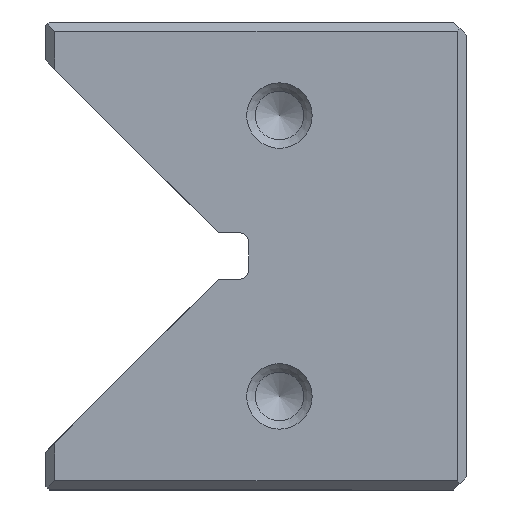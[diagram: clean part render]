
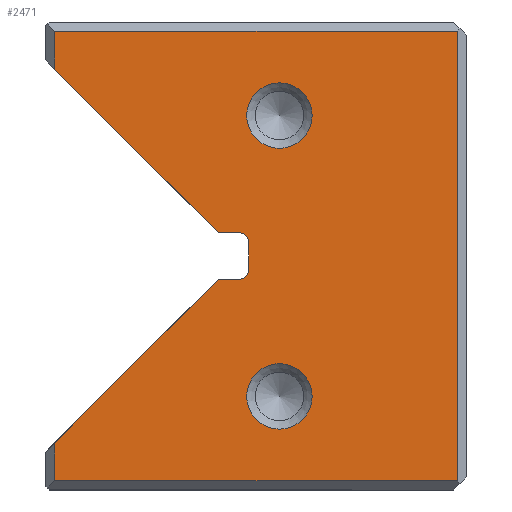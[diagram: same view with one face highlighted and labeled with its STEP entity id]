
A CAD part, left-side view. The second image highlights one B-rep face of the part: STEP entity #2471.
In plain terms, the highlighted planar face has unit normal (-1, 0, 0).
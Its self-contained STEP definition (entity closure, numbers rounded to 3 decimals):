
#2471=ADVANCED_FACE('',(#3388,#3389,#3390),#2855,.T.);
#2855=PLANE('',#8821);
#3099=CIRCLE('',#8817,3.5);
#3100=CIRCLE('',#8818,3.5);
#3101=CIRCLE('',#8819,1.);
#3102=CIRCLE('',#8820,1.);
#3388=FACE_BOUND('',#3594,.T.);
#3389=FACE_BOUND('',#3595,.T.);
#3390=FACE_BOUND('',#3596,.T.);
#3594=EDGE_LOOP('',(#4310));
#3595=EDGE_LOOP('',(#4311));
#3596=EDGE_LOOP('',(#4312,#4313,#4314,#4315,#4316,#4317,#4318,#4319,#4320,
#4321,#4322,#4323));
#4310=ORIENTED_EDGE('',*,*,#6804,.F.);
#4311=ORIENTED_EDGE('',*,*,#6805,.T.);
#4312=ORIENTED_EDGE('',*,*,#6806,.T.);
#4313=ORIENTED_EDGE('',*,*,#6807,.T.);
#4314=ORIENTED_EDGE('',*,*,#6808,.T.);
#4315=ORIENTED_EDGE('',*,*,#6809,.T.);
#4316=ORIENTED_EDGE('',*,*,#6810,.T.);
#4317=ORIENTED_EDGE('',*,*,#6811,.T.);
#4318=ORIENTED_EDGE('',*,*,#6812,.T.);
#4319=ORIENTED_EDGE('',*,*,#6813,.T.);
#4320=ORIENTED_EDGE('',*,*,#6814,.T.);
#4321=ORIENTED_EDGE('',*,*,#6815,.T.);
#4322=ORIENTED_EDGE('',*,*,#6816,.F.);
#4323=ORIENTED_EDGE('',*,*,#6817,.F.);
#6158=VERTEX_POINT('',#11336);
#6159=VERTEX_POINT('',#11338);
#6160=VERTEX_POINT('',#11340);
#6161=VERTEX_POINT('',#11341);
#6162=VERTEX_POINT('',#11343);
#6163=VERTEX_POINT('',#11345);
#6164=VERTEX_POINT('',#11347);
#6165=VERTEX_POINT('',#11349);
#6166=VERTEX_POINT('',#11351);
#6167=VERTEX_POINT('',#11353);
#6168=VERTEX_POINT('',#11355);
#6169=VERTEX_POINT('',#11357);
#6170=VERTEX_POINT('',#11359);
#6171=VERTEX_POINT('',#11361);
#6804=EDGE_CURVE('',#6158,#6158,#3099,.T.);
#6805=EDGE_CURVE('',#6159,#6159,#3100,.T.);
#6806=EDGE_CURVE('',#6160,#6161,#7641,.T.);
#6807=EDGE_CURVE('',#6161,#6162,#7642,.T.);
#6808=EDGE_CURVE('',#6162,#6163,#7643,.T.);
#6809=EDGE_CURVE('',#6163,#6164,#7644,.T.);
#6810=EDGE_CURVE('',#6164,#6165,#7645,.T.);
#6811=EDGE_CURVE('',#6165,#6166,#7646,.T.);
#6812=EDGE_CURVE('',#6166,#6167,#7647,.T.);
#6813=EDGE_CURVE('',#6167,#6168,#3101,.T.);
#6814=EDGE_CURVE('',#6168,#6169,#7648,.T.);
#6815=EDGE_CURVE('',#6169,#6170,#3102,.T.);
#6816=EDGE_CURVE('',#6171,#6170,#7649,.T.);
#6817=EDGE_CURVE('',#6160,#6171,#7650,.T.);
#7641=LINE('',#11339,#8303);
#7642=LINE('',#11342,#8304);
#7643=LINE('',#11344,#8305);
#7644=LINE('',#11346,#8306);
#7645=LINE('',#11348,#8307);
#7646=LINE('',#11350,#8308);
#7647=LINE('',#11352,#8309);
#7648=LINE('',#11356,#8310);
#7649=LINE('',#11360,#8311);
#7650=LINE('',#11362,#8312);
#8303=VECTOR('',#9376,1.);
#8304=VECTOR('',#9377,1.);
#8305=VECTOR('',#9378,1.);
#8306=VECTOR('',#9379,1.);
#8307=VECTOR('',#9380,1.);
#8308=VECTOR('',#9381,1.);
#8309=VECTOR('',#9382,1.);
#8310=VECTOR('',#9385,1.);
#8311=VECTOR('',#9388,1.);
#8312=VECTOR('',#9389,1.);
#8817=AXIS2_PLACEMENT_3D('',#11335,#9372,#9373);
#8818=AXIS2_PLACEMENT_3D('',#11337,#9374,#9375);
#8819=AXIS2_PLACEMENT_3D('',#11354,#9383,#9384);
#8820=AXIS2_PLACEMENT_3D('',#11358,#9386,#9387);
#8821=AXIS2_PLACEMENT_3D('',#11363,#9390,#9391);
#9372=DIRECTION('',(-1.,0.,0.));
#9373=DIRECTION('',(0.,0.,1.));
#9374=DIRECTION('',(1.,0.,0.));
#9375=DIRECTION('',(0.,0.,-1.));
#9376=DIRECTION('',(0.,0.,-1.));
#9377=DIRECTION('',(0.,-1.,0.));
#9378=DIRECTION('',(0.,0.,1.));
#9379=DIRECTION('',(0.,1.,0.));
#9380=DIRECTION('',(0.,0.,-1.));
#9381=DIRECTION('',(0.,-0.707,-0.707));
#9382=DIRECTION('',(0.,-1.,0.));
#9383=DIRECTION('',(1.,0.,0.));
#9384=DIRECTION('',(0.,0.,1.));
#9385=DIRECTION('',(0.,0.,-1.));
#9386=DIRECTION('',(1.,0.,0.));
#9387=DIRECTION('',(0.,0.,1.));
#9388=DIRECTION('',(0.,-1.,0.));
#9389=DIRECTION('',(0.,-0.707,0.707));
#9390=DIRECTION('',(-1.,0.,0.));
#9391=DIRECTION('',(0.,0.,-1.));
#11335=CARTESIAN_POINT('',(0.,20.,40.));
#11336=CARTESIAN_POINT('',(0.,20.,43.5));
#11337=CARTESIAN_POINT('',(0.,20.,10.));
#11338=CARTESIAN_POINT('',(0.,20.,6.5));
#11339=CARTESIAN_POINT('',(0.,44.,0.));
#11340=CARTESIAN_POINT('',(0.,44.,5.048));
#11341=CARTESIAN_POINT('',(0.,44.,1.));
#11342=CARTESIAN_POINT('',(0.,22.5,1.));
#11343=CARTESIAN_POINT('',(0.,1.,1.));
#11344=CARTESIAN_POINT('',(0.,1.,0.));
#11345=CARTESIAN_POINT('',(0.,1.,49.));
#11346=CARTESIAN_POINT('',(0.,22.5,49.));
#11347=CARTESIAN_POINT('',(0.,44.,49.));
#11348=CARTESIAN_POINT('',(0.,44.,0.));
#11349=CARTESIAN_POINT('',(0.,44.,44.952));
#11350=CARTESIAN_POINT('',(0.,45.,45.952));
#11351=CARTESIAN_POINT('',(0.,26.548,27.5));
#11352=CARTESIAN_POINT('',(0.,23.3,27.5));
#11353=CARTESIAN_POINT('',(0.,24.3,27.5));
#11354=CARTESIAN_POINT('',(0.,24.3,26.5));
#11355=CARTESIAN_POINT('',(0.,23.3,26.5));
#11356=CARTESIAN_POINT('',(0.,23.3,27.5));
#11357=CARTESIAN_POINT('',(0.,23.3,23.5));
#11358=CARTESIAN_POINT('',(0.,24.3,23.5));
#11359=CARTESIAN_POINT('',(0.,24.3,22.5));
#11360=CARTESIAN_POINT('',(0.,23.3,22.5));
#11361=CARTESIAN_POINT('',(0.,26.548,22.5));
#11362=CARTESIAN_POINT('',(0.,45.,4.048));
#11363=CARTESIAN_POINT('',(0.,22.5,0.));
